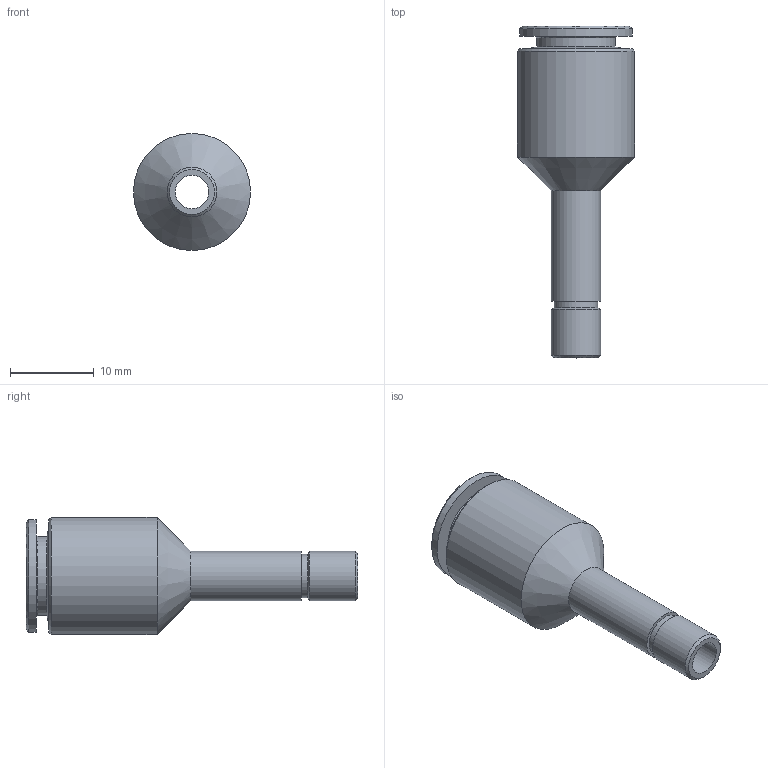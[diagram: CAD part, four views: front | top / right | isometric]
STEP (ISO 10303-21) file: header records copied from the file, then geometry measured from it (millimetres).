
FILE_DESCRIPTION(/* description */ ('STEP AP214'),/* implementation_level */ '2;1');
FILE_NAME(/* name */ 'A0154030',/* time_stamp */ '2023-04-21T08:47:09+02:00',/* author */ ('License CC BY-ND 4.0'),/* organization */ ('CADENAS'),/* preprocessor_version */ 'ST-DEVELOPER v19.3',/* originating_system */ 'PARTsolutions',/* authorisation */ ' ');
FILE_SCHEMA (('AUTOMOTIVE_DESIGN {1 0 10303 214 3 1 1}'));
Length unit declared in the file: millimetre
Products named in the file (1): A0154030
Bounding box: 14 x 39.7 x 14 mm (x, y, z)
Volume: 1989.5 mm3; surface area: 2197.5 mm2
Topology: 1 solids, 1 shells, 22 faces, 42 edges, 25 vertices
Faces by surface type: cone 9, cylinder 8, plane 5
Full cylindrical faces by diameter (mm): 4 x1, 5.2 x1, 5.95 x2, 8.15 x1, 9.4 x1, 13.5 x1, 14 x1
Entity records: 478 total; most frequent: DIRECTION 90, CARTESIAN_POINT 67, AXIS2_PLACEMENT_3D 45, ORIENTED_EDGE 44, EDGE_LOOP 44, FACE_BOUND 44, EDGE_CURVE 22, VERTEX_POINT 22
